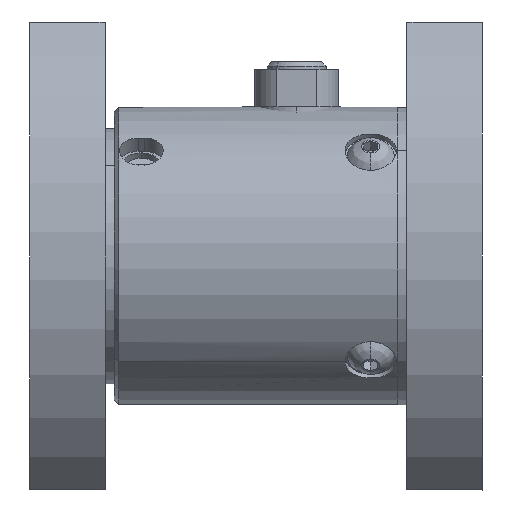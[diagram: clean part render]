
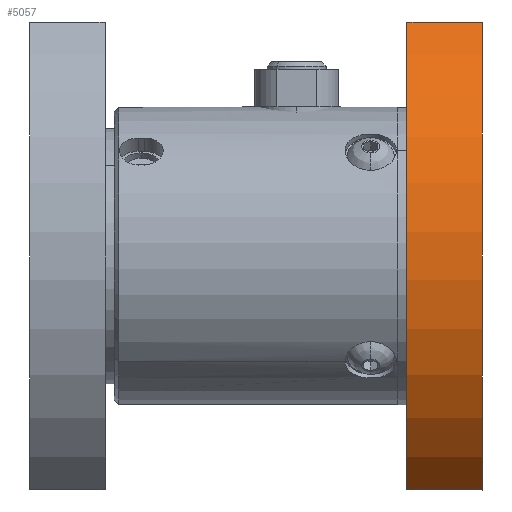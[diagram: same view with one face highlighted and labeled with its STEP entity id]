
A CAD part, left-side view. The second image highlights one B-rep face of the part: STEP entity #5057.
In plain terms, the highlighted cylindrical face has radius 50.038 mm (diameter 100.076 mm), a partial arc.
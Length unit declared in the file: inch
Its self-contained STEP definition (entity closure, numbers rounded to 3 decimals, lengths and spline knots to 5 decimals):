
#4999=CARTESIAN_POINT('',(-1.2159,-1.55,0.25));
#5000=VERTEX_POINT('',#4999);
#5007=CARTESIAN_POINT('',(-1.2159,-1.55,-0.25));
#5008=VERTEX_POINT('',#5007);
#5009=CARTESIAN_POINT('',(-1.2159,-1.55,-0.25));
#5010=DIRECTION('',(0.0,0.0,1.0));
#5011=VECTOR('',#5010,0.5);
#5012=LINE('',#5009,#5011);
#5013=EDGE_CURVE('',#5008,#5000,#5012,.T.);
#5025=CARTESIAN_POINT('',(0.0,0.,-0.25));
#5026=DIRECTION('',(0.0,0.0,1.0));
#5027=DIRECTION('',(1.0,0.0,0.0));
#5028=AXIS2_PLACEMENT_3D('',#5025,#5026,#5027);
#5029=CYLINDRICAL_SURFACE('',#5028,1.97);
#5030=CARTESIAN_POINT('',(-1.21589,1.55,0.25));
#5031=VERTEX_POINT('',#5030);
#5032=CARTESIAN_POINT('',(0.0,0.,0.25));
#5033=DIRECTION('',(0.0,0.0,-1.0));
#5034=DIRECTION('',(1.0,0.0,0.0));
#5035=AXIS2_PLACEMENT_3D('',#5032,#5033,#5034);
#5036=CIRCLE('',#5035,1.97);
#5037=EDGE_CURVE('',#5000,#5031,#5036,.T.);
#5038=ORIENTED_EDGE('',*,*,#5037,.T.);
#5039=CARTESIAN_POINT('',(-1.21589,1.55,-0.25));
#5040=VERTEX_POINT('',#5039);
#5041=CARTESIAN_POINT('',(-1.21589,1.55,-0.25));
#5042=DIRECTION('',(0.0,0.0,1.0));
#5043=VECTOR('',#5042,0.5);
#5044=LINE('',#5041,#5043);
#5045=EDGE_CURVE('',#5040,#5031,#5044,.T.);
#5046=ORIENTED_EDGE('',*,*,#5045,.F.);
#5047=CARTESIAN_POINT('',(0.0,0.,-0.25));
#5048=DIRECTION('',(0.0,0.0,-1.0));
#5049=DIRECTION('',(1.0,0.0,0.0));
#5050=AXIS2_PLACEMENT_3D('',#5047,#5048,#5049);
#5051=CIRCLE('',#5050,1.97);
#5052=EDGE_CURVE('',#5008,#5040,#5051,.T.);
#5053=ORIENTED_EDGE('',*,*,#5052,.F.);
#5054=ORIENTED_EDGE('',*,*,#5013,.T.);
#5055=EDGE_LOOP('',(#5038,#5046,#5053,#5054));
#5056=FACE_OUTER_BOUND('',#5055,.T.);
#5057=ADVANCED_FACE('',(#5056),#5029,.T.);
